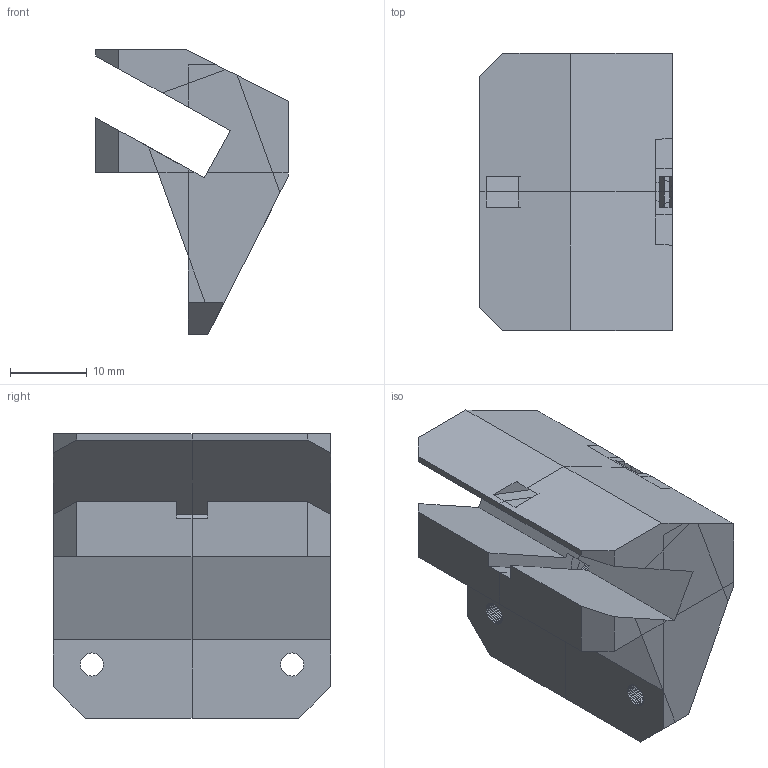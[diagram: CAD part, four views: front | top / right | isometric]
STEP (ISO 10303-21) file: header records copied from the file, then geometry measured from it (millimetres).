
FILE_DESCRIPTION(('FreeCAD Model'),'2;1');
FILE_NAME('e-motor-holder.stp','2020-10-28T02:34:36',(''),(''), 'Open CASCADE STEP processor 7.4','FreeCAD','Unknown');
FILE_SCHEMA(('AUTOMOTIVE_DESIGN { 1 0 10303 214 1 1 1 1 }'));
Length unit declared in the file: millimetre
Products named in the file (3): e_motor_holder; difference; mirrored_difference001
Assembly tree (2 placements, depth 2):
  e_motor_holder
    difference
    mirrored_difference001
Bounding box: 25 x 36 x 37 mm (x, y, z)
Volume: 13774.1 mm3; surface area: 9491.8 mm2
Topology: 2 solids, 10 shells, 718 faces, 1970 edges, 1274 vertices
Faces by surface type: plane 718
Entity records: 47195 total; most frequent: CARTESIAN_POINT 8508, DIRECTION 6749, LINE 5307, VECTOR 5307, ORIENTED_EDGE 3940, PCURVE 3940, DEFINITIONAL_REPRESENTATION 3940, EDGE_CURVE 1970
